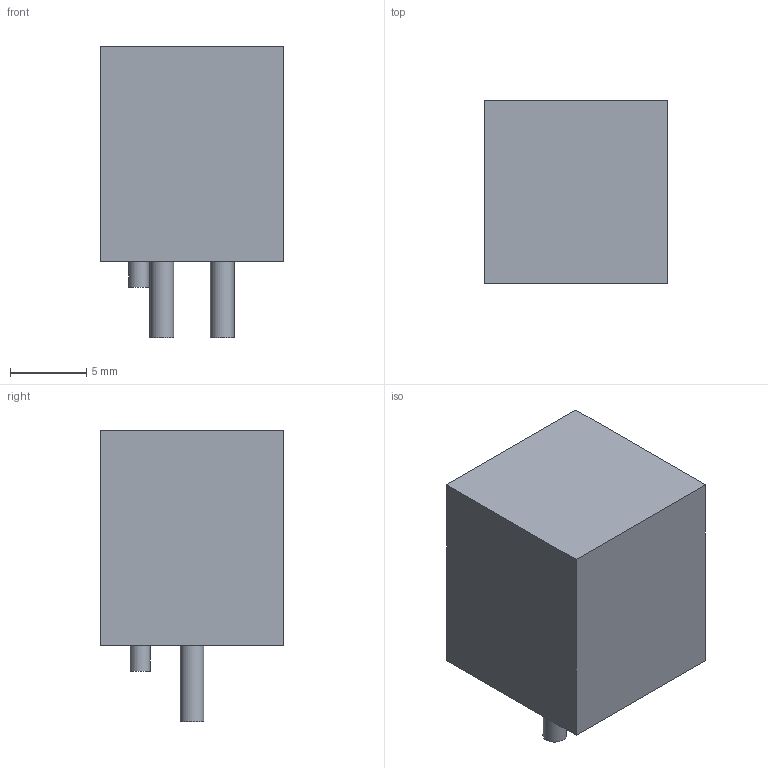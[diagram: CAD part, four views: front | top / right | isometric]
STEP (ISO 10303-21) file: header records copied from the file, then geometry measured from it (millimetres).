
FILE_DESCRIPTION(('FreeCAD Model'),'2;1');
FILE_NAME('1977046.1.2.stp','2019-07-25T09:17:07',( 'Author'),(''),'Open CASCADE STEP processor 6.9','FreeCAD','Unknown' );
FILE_SCHEMA(('AUTOMOTIVE_DESIGN { 1 0 10303 214 1 1 1 1 }'));
Length unit declared in the file: millimetre
Products named in the file (4): ASSEMBLY; Body; Leads; lug3
Assembly tree (5 placements, depth 2):
  ASSEMBLY
    Body
    Leads  x3
    lug3
Bounding box: 11.99 x 12 x 19.1 mm (x, y, z)
Volume: 2087.6 mm3; surface area: 1142.6 mm2
Topology: 8 solids, 8 shells, 27 faces, 33 edges, 22 vertices
Faces by surface type: plane 20, cylinder 7
Full cylindrical faces by diameter (mm): 1.3 x1, 1.55 x6
Entity records: 709 total; most frequent: DIRECTION 111, CARTESIAN_POINT 98, LINE 51, VECTOR 51, ORIENTED_EDGE 42, PCURVE 42, DEFINITIONAL_REPRESENTATION 42, AXIS2_PLACEMENT_3D 27
